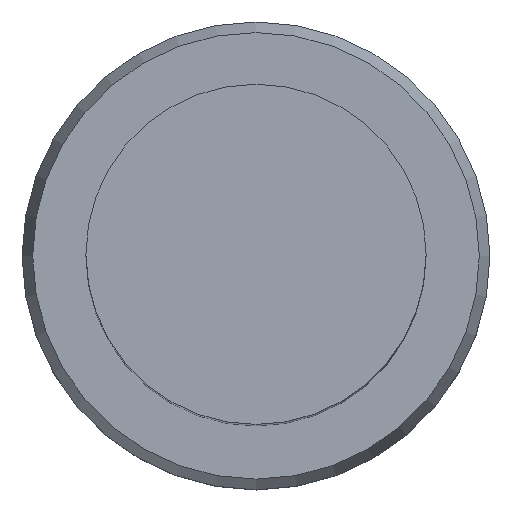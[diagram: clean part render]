
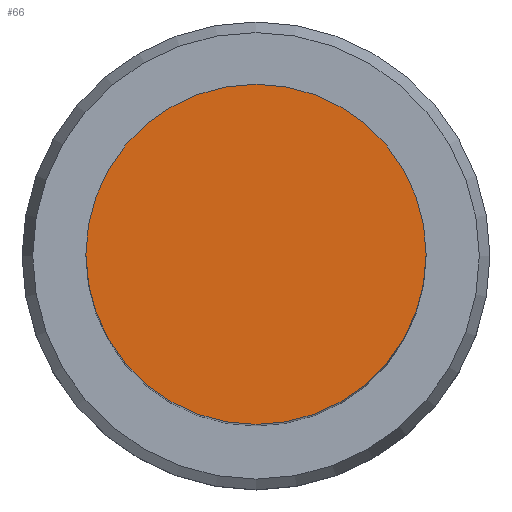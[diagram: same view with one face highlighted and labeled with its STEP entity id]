
A CAD part, top view. The second image highlights one B-rep face of the part: STEP entity #66.
In plain terms, the highlighted planar face has unit normal (0, 0, 1).
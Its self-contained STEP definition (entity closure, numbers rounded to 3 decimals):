
#55=EDGE_CURVE('240[2]',#144,#144,#145,.T.);
#66=ADVANCED_FACE('240[2]',(#161),#162,.T.);
#144=VERTEX_POINT('',#262);
#145=CIRCLE('',#263,8.);
#161=FACE_OUTER_BOUND('',#283,.T.);
#162=PLANE('',#284);
#262=CARTESIAN_POINT('',(0.,8.,117.5));
#263=AXIS2_PLACEMENT_3D('',#398,#399,#400);
#283=EDGE_LOOP('',(#417));
#284=AXIS2_PLACEMENT_3D('',#418,#419,#420);
#398=CARTESIAN_POINT('',(0.,0.,117.5));
#399=DIRECTION('',(0.,0.,-1.0));
#400=DIRECTION('',(0.,1.0,0.));
#417=ORIENTED_EDGE('',*,*,#55,.F.);
#418=CARTESIAN_POINT('',(0.,4.,117.5));
#419=DIRECTION('',(0.,0.,1.0));
#420=DIRECTION('',(1.0,0.,0.0));
